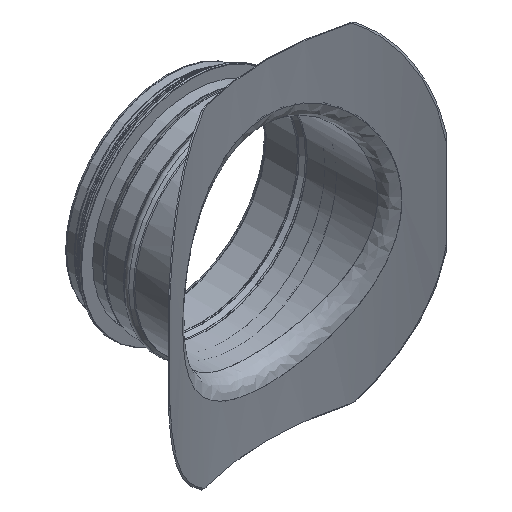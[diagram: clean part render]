
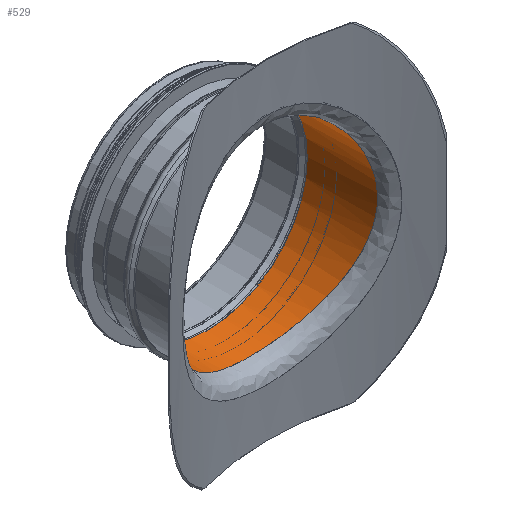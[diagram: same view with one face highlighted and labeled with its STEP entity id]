
A CAD part, isometric view. The second image highlights one B-rep face of the part: STEP entity #529.
In plain terms, the highlighted cylindrical face has radius 61.025 mm (diameter 122.05 mm), a full revolution.
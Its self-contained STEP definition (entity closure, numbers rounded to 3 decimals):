
#254=CARTESIAN_POINT('',(-61.025,149.955,0.0));
#255=VERTEX_POINT('',#254);
#263=CARTESIAN_POINT('',(-61.025,149.955,0.));
#264=CARTESIAN_POINT('',(-61.025,149.955,4.621));
#265=CARTESIAN_POINT('',(-59.966,150.547,13.864));
#266=CARTESIAN_POINT('',(-53.817,153.777,31.219));
#267=CARTESIAN_POINT('',(-42.305,158.877,45.597));
#268=CARTESIAN_POINT('',(-26.9,163.164,55.344));
#269=CARTESIAN_POINT('',(-13.864,165.393,59.968));
#270=CARTESIAN_POINT('',(0.,166.192,61.554));
#271=CARTESIAN_POINT('',(15.405,165.303,59.791));
#272=CARTESIAN_POINT('',(36.896,161.193,51.245));
#273=CARTESIAN_POINT('',(53.857,153.861,32.978));
#274=CARTESIAN_POINT('',(61.253,149.827,9.377));
#275=CARTESIAN_POINT('',(61.255,149.836,-9.379));
#276=CARTESIAN_POINT('',(55.701,152.844,-27.076));
#277=CARTESIAN_POINT('',(45.383,157.538,-42.115));
#278=CARTESIAN_POINT('',(31.16,162.281,-53.521));
#279=CARTESIAN_POINT('',(13.976,165.584,-60.365));
#280=CARTESIAN_POINT('',(-4.704,166.314,-61.793));
#281=CARTESIAN_POINT('',(-22.865,164.197,-57.571));
#282=CARTESIAN_POINT('',(-41.348,159.302,-46.791));
#283=CARTESIAN_POINT('',(-53.816,153.777,-31.221));
#284=CARTESIAN_POINT('',(-59.967,150.547,-13.862));
#285=CARTESIAN_POINT('',(-61.025,149.955,-4.621));
#286=CARTESIAN_POINT('',(-61.025,149.955,0.));
#287=B_SPLINE_CURVE_WITH_KNOTS('',3,(#263,#264,#265,#266,#267,#268,#269,#270,#271,#272,#273,#274,#275,#276,#277,#278,#279,#280,#281,#282,#283,#284,#285,#286),.UNSPECIFIED.,.T.,.U.,(4,1,1,1,1,1,1,1,1,1,1,1,1,1,1,1,1,1,1,1,1,4),(0.0,1.329,2.658,5.316,6.646,7.975,9.304,10.633,12.405,15.949,17.722,19.494,21.266,23.038,24.81,26.582,28.355,30.127,31.899,34.557,35.886,37.215),.UNSPECIFIED.);
#288=EDGE_CURVE('',#255,#255,#287,.T.);
#510=CARTESIAN_POINT('',(0.,187.55,0.0));
#511=DIRECTION('',(0.,1.0,0.0));
#512=DIRECTION('',(-1.0,0.0,0.0));
#513=AXIS2_PLACEMENT_3D('',#510,#511,#512);
#514=CYLINDRICAL_SURFACE('',#513,61.025);
#515=CARTESIAN_POINT('',(-61.025,192.8,0.0));
#516=VERTEX_POINT('',#515);
#517=CARTESIAN_POINT('',(0.,192.8,0.0));
#518=DIRECTION('',(0.0,1.0,0.0));
#519=DIRECTION('',(-1.0,0.0,0.0));
#520=AXIS2_PLACEMENT_3D('',#517,#518,#519);
#521=CIRCLE('',#520,61.025);
#522=EDGE_CURVE('',#516,#516,#521,.T.);
#523=ORIENTED_EDGE('',*,*,#522,.T.);
#524=EDGE_LOOP('',(#523));
#525=FACE_OUTER_BOUND('',#524,.T.);
#526=ORIENTED_EDGE('',*,*,#288,.F.);
#527=EDGE_LOOP('',(#526));
#528=FACE_BOUND('',#527,.T.);
#529=ADVANCED_FACE('',(#525,#528),#514,.F.);
